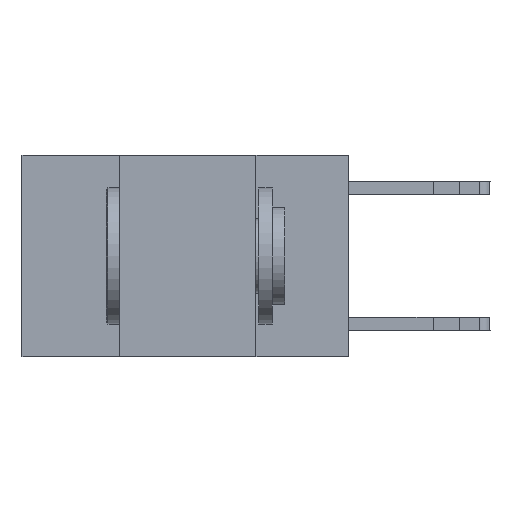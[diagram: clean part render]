
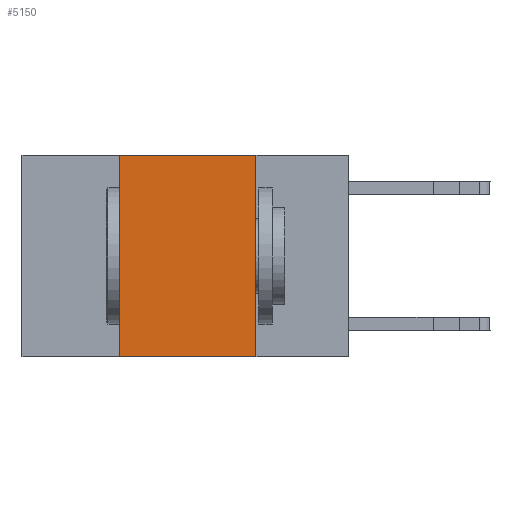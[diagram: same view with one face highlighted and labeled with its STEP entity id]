
A CAD part, left-side view. The second image highlights one B-rep face of the part: STEP entity #5150.
In plain terms, the highlighted planar face has unit normal (-1, 0, 0).
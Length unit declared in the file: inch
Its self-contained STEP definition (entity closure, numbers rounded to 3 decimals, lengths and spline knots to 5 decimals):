
#778 = DIRECTION ( 'NONE',  ( 0., 0., -1. ) ) ;
#847 = CARTESIAN_POINT ( 'NONE',  ( 0., 0.17, 0. ) ) ;
#1020 = VECTOR ( 'NONE', #25809, 39.37008 ) ;
#2240 = DIRECTION ( 'NONE',  ( 0., -1., 0. ) ) ;
#3360 = ORIENTED_EDGE ( 'NONE', *, *, #18502, .F. ) ;
#3370 = ORIENTED_EDGE ( 'NONE', *, *, #16059, .T. ) ;
#3569 = LINE ( 'NONE', #24354, #6395 ) ;
#4145 = CARTESIAN_POINT ( 'NONE',  ( 0., 0.42, 0. ) ) ;
#4275 = EDGE_CURVE ( 'NONE', #16687, #11614, #8651, .T. ) ;
#4485 = EDGE_CURVE ( 'NONE', #11614, #4642, #3569, .T. ) ;
#4642 = VERTEX_POINT ( 'NONE', #25252 ) ;
#4926 = DIRECTION ( 'NONE',  ( 0., 0., 1. ) ) ;
#5150 = ADVANCED_FACE ( 'NONE', ( #15122 ), #13129, .F. ) ;
#6395 = VECTOR ( 'NONE', #2240, 39.37008 ) ;
#6691 = DIRECTION ( 'NONE',  ( 1., 0., 0. ) ) ;
#7807 = VERTEX_POINT ( 'NONE', #12402 ) ;
#8651 = LINE ( 'NONE', #14719, #14812 ) ;
#8855 = DIRECTION ( 'NONE',  ( 0., 0., -1. ) ) ;
#9754 = CARTESIAN_POINT ( 'NONE',  ( 0., 0.6, -0.37 ) ) ;
#11614 = VERTEX_POINT ( 'NONE', #4145 ) ;
#12402 = CARTESIAN_POINT ( 'NONE',  ( 0., 0.17, -0.37 ) ) ;
#13129 = PLANE ( 'NONE',  #20372 ) ;
#13181 = LINE ( 'NONE', #9754, #1020 ) ;
#14719 = CARTESIAN_POINT ( 'NONE',  ( 0., 0.42, 0. ) ) ;
#14812 = VECTOR ( 'NONE', #4926, 39.37008 ) ;
#15122 = FACE_OUTER_BOUND ( 'NONE', #19200, .T. ) ;
#16059 = EDGE_CURVE ( 'NONE', #16687, #7807, #13181, .T. ) ;
#16687 = VERTEX_POINT ( 'NONE', #22089 ) ;
#18502 = EDGE_CURVE ( 'NONE', #4642, #7807, #20871, .T. ) ;
#19200 = EDGE_LOOP ( 'NONE', ( #3360, #24965, #22152, #3370 ) ) ;
#20372 = AXIS2_PLACEMENT_3D ( 'NONE', #20660, #6691, #778 ) ;
#20660 = CARTESIAN_POINT ( 'NONE',  ( 0., 0.6, 0. ) ) ;
#20871 = LINE ( 'NONE', #847, #25068 ) ;
#22089 = CARTESIAN_POINT ( 'NONE',  ( 0., 0.42, -0.37 ) ) ;
#22152 = ORIENTED_EDGE ( 'NONE', *, *, #4275, .F. ) ;
#24354 = CARTESIAN_POINT ( 'NONE',  ( 0., 0.6, 0. ) ) ;
#24965 = ORIENTED_EDGE ( 'NONE', *, *, #4485, .F. ) ;
#25068 = VECTOR ( 'NONE', #8855, 39.37008 ) ;
#25252 = CARTESIAN_POINT ( 'NONE',  ( 0., 0.17, 0. ) ) ;
#25809 = DIRECTION ( 'NONE',  ( 0., -1., 0. ) ) ;
